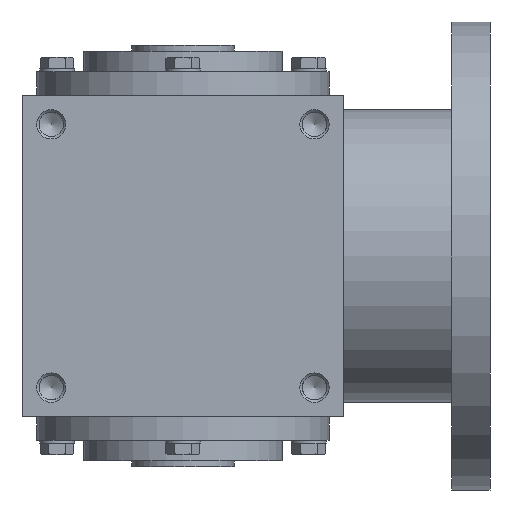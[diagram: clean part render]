
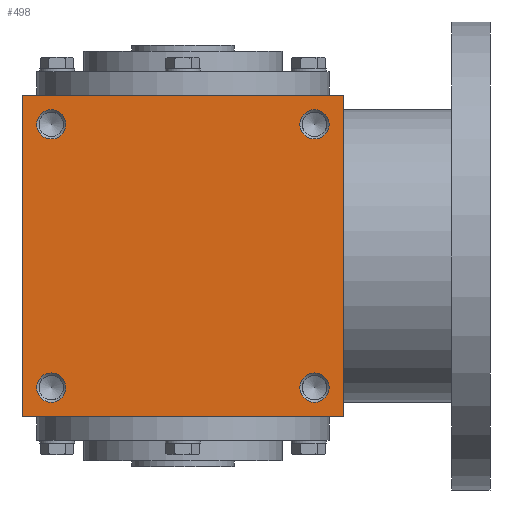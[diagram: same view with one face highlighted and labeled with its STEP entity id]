
A CAD part, front view. The second image highlights one B-rep face of the part: STEP entity #498.
In plain terms, the highlighted planar face has unit normal (0, -1, 0).
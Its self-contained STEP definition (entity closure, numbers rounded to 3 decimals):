
#498 = ADVANCED_FACE( '', ( #1071, #1072, #1073, #1074, #1075 ), #1076, .F. );
#1071 = FACE_BOUND( '', #1741, .T. );
#1072 = FACE_BOUND( '', #1742, .T. );
#1073 = FACE_BOUND( '', #1743, .T. );
#1074 = FACE_BOUND( '', #1744, .T. );
#1075 = FACE_OUTER_BOUND( '', #1745, .T. );
#1076 = PLANE( '', #1746 );
#1741 = EDGE_LOOP( '', ( #2745 ) );
#1742 = EDGE_LOOP( '', ( #2746 ) );
#1743 = EDGE_LOOP( '', ( #2747 ) );
#1744 = EDGE_LOOP( '', ( #2748 ) );
#1745 = EDGE_LOOP( '', ( #2749, #2750, #2751, #2752 ) );
#1746 = AXIS2_PLACEMENT_3D( '', #2753, #2754, #2755 );
#2745 = ORIENTED_EDGE( '', *, *, #3621, .T. );
#2746 = ORIENTED_EDGE( '', *, *, #3622, .T. );
#2747 = ORIENTED_EDGE( '', *, *, #3623, .F. );
#2748 = ORIENTED_EDGE( '', *, *, #3317, .F. );
#2749 = ORIENTED_EDGE( '', *, *, #3599, .T. );
#2750 = ORIENTED_EDGE( '', *, *, #3397, .F. );
#2751 = ORIENTED_EDGE( '', *, *, #3624, .F. );
#2752 = ORIENTED_EDGE( '', *, *, #3377, .T. );
#2753 = CARTESIAN_POINT( '', ( -55., -55., 55. ) );
#2754 = DIRECTION( '', ( 0., 1., 0. ) );
#2755 = DIRECTION( '', ( 0., 0., 1. ) );
#3317 = EDGE_CURVE( '', #3818, #3818, #3819, .T. );
#3377 = EDGE_CURVE( '', #3914, #3912, #3915, .T. );
#3397 = EDGE_CURVE( '', #3949, #3944, #3951, .T. );
#3599 = EDGE_CURVE( '', #3912, #3944, #4258, .T. );
#3621 = EDGE_CURVE( '', #4286, #4286, #4287, .T. );
#3622 = EDGE_CURVE( '', #4288, #4288, #4289, .T. );
#3623 = EDGE_CURVE( '', #4290, #4290, #4291, .T. );
#3624 = EDGE_CURVE( '', #3914, #3949, #4292, .T. );
#3818 = VERTEX_POINT( '', #4506 );
#3819 = CIRCLE( '', #4507, 5. );
#3912 = VERTEX_POINT( '', #4612 );
#3914 = VERTEX_POINT( '', #4615 );
#3915 = LINE( '', #4616, #4617 );
#3944 = VERTEX_POINT( '', #4648 );
#3949 = VERTEX_POINT( '', #4655 );
#3951 = LINE( '', #4658, #4659 );
#4258 = LINE( '', #5033, #5034 );
#4286 = VERTEX_POINT( '', #5065 );
#4287 = CIRCLE( '', #5066, 5. );
#4288 = VERTEX_POINT( '', #5067 );
#4289 = CIRCLE( '', #5068, 5. );
#4290 = VERTEX_POINT( '', #5069 );
#4291 = CIRCLE( '', #5070, 5. );
#4292 = LINE( '', #5071, #5072 );
#4506 = CARTESIAN_POINT( '', ( 45., -55., 40. ) );
#4507 = AXIS2_PLACEMENT_3D( '', #5278, #5279, #5280 );
#4612 = CARTESIAN_POINT( '', ( -55., -55., -55. ) );
#4615 = CARTESIAN_POINT( '', ( -55., -55., 55. ) );
#4616 = CARTESIAN_POINT( '', ( -55., -55., 55. ) );
#4617 = VECTOR( '', #5382, 1000. );
#4648 = CARTESIAN_POINT( '', ( 55., -55., -55. ) );
#4655 = CARTESIAN_POINT( '', ( 55., -55., 55. ) );
#4658 = CARTESIAN_POINT( '', ( 55., -55., 55. ) );
#4659 = VECTOR( '', #5421, 1000. );
#5033 = CARTESIAN_POINT( '', ( -55., -55., -55. ) );
#5034 = VECTOR( '', #5771, 1000. );
#5065 = CARTESIAN_POINT( '', ( -45., -55., -40. ) );
#5066 = AXIS2_PLACEMENT_3D( '', #5796, #5797, #5798 );
#5067 = CARTESIAN_POINT( '', ( -45., -55., 50. ) );
#5068 = AXIS2_PLACEMENT_3D( '', #5799, #5800, #5801 );
#5069 = CARTESIAN_POINT( '', ( 45., -55., -50. ) );
#5070 = AXIS2_PLACEMENT_3D( '', #5802, #5803, #5804 );
#5071 = CARTESIAN_POINT( '', ( -55., -55., 55. ) );
#5072 = VECTOR( '', #5805, 1000. );
#5278 = CARTESIAN_POINT( '', ( 45., -55., 45. ) );
#5279 = DIRECTION( '', ( 0., -1., 0. ) );
#5280 = DIRECTION( '', ( 0., 0., -1. ) );
#5382 = DIRECTION( '', ( 0., 0., -1. ) );
#5421 = DIRECTION( '', ( 0., 0., -1. ) );
#5771 = DIRECTION( '', ( 1., 0., 0. ) );
#5796 = CARTESIAN_POINT( '', ( -45., -55., -45. ) );
#5797 = DIRECTION( '', ( 0., 1., 0. ) );
#5798 = DIRECTION( '', ( 0., 0., 1. ) );
#5799 = CARTESIAN_POINT( '', ( -45., -55., 45. ) );
#5800 = DIRECTION( '', ( 0., 1., 0. ) );
#5801 = DIRECTION( '', ( 0., 0., 1. ) );
#5802 = CARTESIAN_POINT( '', ( 45., -55., -45. ) );
#5803 = DIRECTION( '', ( 0., -1., 0. ) );
#5804 = DIRECTION( '', ( 0., 0., -1. ) );
#5805 = DIRECTION( '', ( 1., 0., 0. ) );
